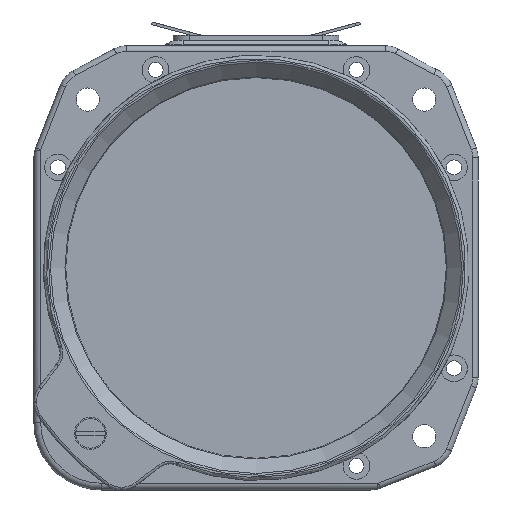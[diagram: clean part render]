
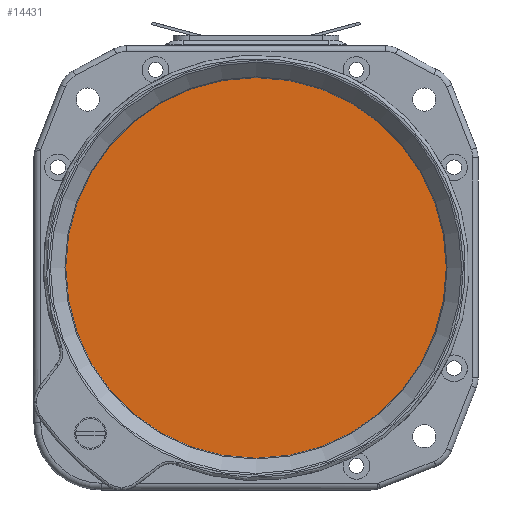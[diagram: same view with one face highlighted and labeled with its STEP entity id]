
A CAD part, front view. The second image highlights one B-rep face of the part: STEP entity #14431.
In plain terms, the highlighted planar face has unit normal (0, -1, 0).
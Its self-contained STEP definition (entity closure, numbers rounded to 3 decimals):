
#586=PLANE('',#15501);
#1407=FACE_OUTER_BOUND('',#2268,.T.);
#2268=EDGE_LOOP('',(#10457,#10458,#10459,#10460,#10461,#10462,#10463,#10464,
#10465));
#3208=LINE('',#22349,#4352);
#3211=LINE('',#22357,#4355);
#3219=LINE('',#22383,#4363);
#3221=LINE('',#22386,#4365);
#3222=LINE('',#22389,#4366);
#3223=LINE('',#22391,#4367);
#3224=LINE('',#22393,#4368);
#4352=VECTOR('',#17640,10.);
#4355=VECTOR('',#17647,10.);
#4363=VECTOR('',#17671,10.);
#4365=VECTOR('',#17675,10.);
#4366=VECTOR('',#17678,10.);
#4367=VECTOR('',#17679,10.);
#4368=VECTOR('',#17680,10.);
#5496=CIRCLE('',#15495,39.65);
#5499=CIRCLE('',#15502,39.65);
#6480=VERTEX_POINT('',#22347);
#6481=VERTEX_POINT('',#22348);
#6484=VERTEX_POINT('',#22356);
#6487=VERTEX_POINT('',#22364);
#6493=VERTEX_POINT('',#22380);
#6494=VERTEX_POINT('',#22382);
#6495=VERTEX_POINT('',#22388);
#6496=VERTEX_POINT('',#22390);
#6497=VERTEX_POINT('',#22392);
#7987=EDGE_CURVE('',#6480,#6481,#3208,.T.);
#7991=EDGE_CURVE('',#6484,#6480,#3211,.T.);
#7996=EDGE_CURVE('',#6487,#6481,#5496,.T.);
#8004=EDGE_CURVE('',#6494,#6493,#3219,.T.);
#8006=EDGE_CURVE('',#6493,#6484,#3221,.T.);
#8007=EDGE_CURVE('',#6495,#6487,#3222,.T.);
#8008=EDGE_CURVE('',#6496,#6495,#3223,.T.);
#8009=EDGE_CURVE('',#6497,#6496,#3224,.T.);
#8010=EDGE_CURVE('',#6494,#6497,#5499,.T.);
#10457=ORIENTED_EDGE('',*,*,#7987,.T.);
#10458=ORIENTED_EDGE('',*,*,#7996,.F.);
#10459=ORIENTED_EDGE('',*,*,#8007,.F.);
#10460=ORIENTED_EDGE('',*,*,#8008,.F.);
#10461=ORIENTED_EDGE('',*,*,#8009,.F.);
#10462=ORIENTED_EDGE('',*,*,#8010,.F.);
#10463=ORIENTED_EDGE('',*,*,#8004,.T.);
#10464=ORIENTED_EDGE('',*,*,#8006,.T.);
#10465=ORIENTED_EDGE('',*,*,#7991,.T.);
#14431=ADVANCED_FACE('',(#1407),#586,.F.);
#15495=AXIS2_PLACEMENT_3D('',#22366,#17656,#17657);
#15501=AXIS2_PLACEMENT_3D('',#22387,#17676,#17677);
#15502=AXIS2_PLACEMENT_3D('',#22394,#17681,#17682);
#17640=DIRECTION('',(-0.259,0.,0.966));
#17647=DIRECTION('',(-0.966,0.,-0.259));
#17656=DIRECTION('center_axis',(0.,1.,0.));
#17657=DIRECTION('ref_axis',(-0.038,0.,-0.999));
#17671=DIRECTION('',(-0.259,0.,-0.966));
#17675=DIRECTION('',(-0.966,0.,0.259));
#17676=DIRECTION('center_axis',(0.,1.,0.));
#17677=DIRECTION('ref_axis',(-1.,0.,0.));
#17678=DIRECTION('',(0.,0.,1.));
#17679=DIRECTION('',(-1.,0.,0.));
#17680=DIRECTION('',(0.,0.,-1.));
#17681=DIRECTION('center_axis',(0.,1.,0.));
#17682=DIRECTION('ref_axis',(-0.038,0.,-0.999));
#22347=CARTESIAN_POINT('',(-14.134,-4.75,33.681));
#22348=CARTESIAN_POINT('',(-14.949,-4.75,36.724));
#22349=CARTESIAN_POINT('',(-9.71,-4.75,17.171));
#22356=CARTESIAN_POINT('',(0.,-4.75,37.468));
#22357=CARTESIAN_POINT('',(0.761,-4.75,37.672));
#22364=CARTESIAN_POINT('',(-1.5,-4.75,-39.622));
#22366=CARTESIAN_POINT('Origin',(0.,-4.75,0.));
#22380=CARTESIAN_POINT('',(14.134,-4.75,33.681));
#22382=CARTESIAN_POINT('',(14.949,-4.75,36.724));
#22383=CARTESIAN_POINT('',(9.71,-4.75,17.171));
#22386=CARTESIAN_POINT('',(-0.761,-4.75,37.672));
#22387=CARTESIAN_POINT('Origin',(0.,-4.75,-0.908));
#22388=CARTESIAN_POINT('',(-1.5,-4.75,-41.466));
#22389=CARTESIAN_POINT('',(-1.5,-4.75,-41.466));
#22390=CARTESIAN_POINT('',(1.5,-4.75,-41.466));
#22391=CARTESIAN_POINT('',(1.5,-4.75,-41.466));
#22392=CARTESIAN_POINT('',(1.5,-4.75,-39.622));
#22393=CARTESIAN_POINT('',(1.5,-4.75,-39.622));
#22394=CARTESIAN_POINT('Origin',(0.,-4.75,0.));
